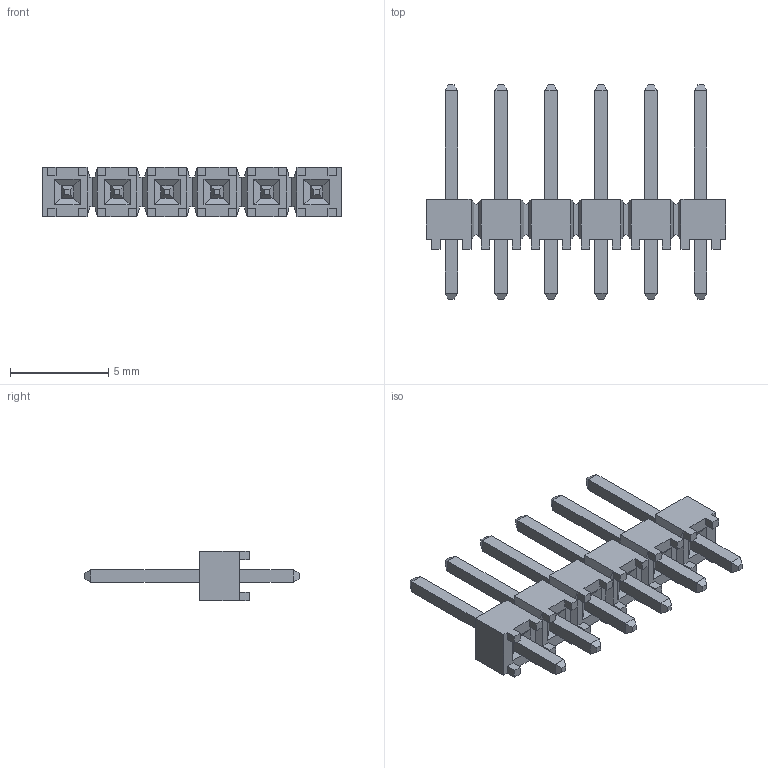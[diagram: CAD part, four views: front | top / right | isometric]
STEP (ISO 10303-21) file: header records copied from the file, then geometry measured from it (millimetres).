
FILE_DESCRIPTION (( 'STEP AP214' ), '1' );
FILE_NAME ('Samtec-TSW-106-07-G-S.step', '2011-10-17T10:55:20', ( 'SysAdmin' ), ( 'SolidWorks' ), 'SwSTEP 2.0', 'SolidWorks 2012', '' );
FILE_SCHEMA (( 'AUTOMOTIVE_DESIGN' ));
Length unit declared in the file: inch
Products named in the file (1): Samtec-TSW-106-07-G-S
Bounding box: 15.24 x 10.92 x 2.54 mm (x, y, z)
Volume: 94.9 mm3; surface area: 325.3 mm2
Topology: 1 solids, 1 shells, 328 faces, 786 edges, 472 vertices
Faces by surface type: plane 328
Entity records: 12002 total; most frequent: CARTESIAN_POINT 1587, ORIENTED_EDGE 1572, DIRECTION 1444, VECTOR 786, LINE 786, EDGE_CURVE 786, VERTEX_POINT 472, EDGE_LOOP 340
